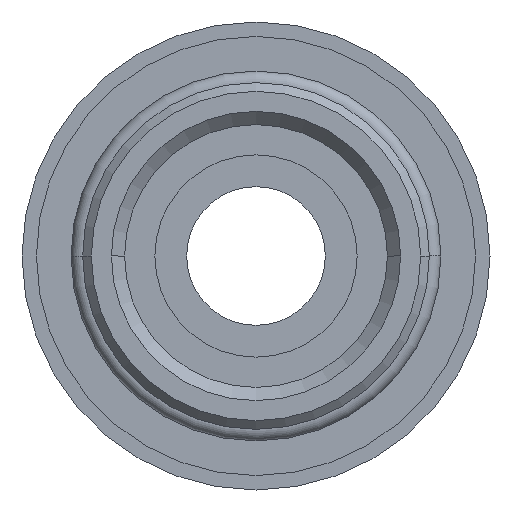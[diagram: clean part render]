
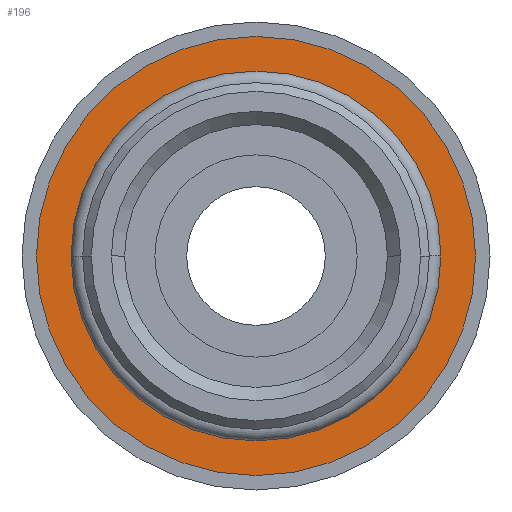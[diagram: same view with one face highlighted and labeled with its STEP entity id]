
A CAD part, front view. The second image highlights one B-rep face of the part: STEP entity #196.
In plain terms, the highlighted planar face has unit normal (0, -1, 0).
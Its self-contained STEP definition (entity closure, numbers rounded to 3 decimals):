
#196=ADVANCED_FACE('',(#458,#459),#460,.T.);
#458=FACE_OUTER_BOUND('',#793,.T.);
#459=FACE_BOUND('',#794,.T.);
#460=PLANE('',#795);
#793=EDGE_LOOP('',(#30516,#30517));
#794=EDGE_LOOP('',(#30518,#30519));
#795=AXIS2_PLACEMENT_3D('',#30520,#30521,#30522);
#30516=ORIENTED_EDGE('',*,*,#31187,.F.);
#30517=ORIENTED_EDGE('',*,*,#31236,.F.);
#30518=ORIENTED_EDGE('',*,*,#31237,.T.);
#30519=ORIENTED_EDGE('',*,*,#31175,.T.);
#30520=CARTESIAN_POINT('',(6.8,4.0,0.0));
#30521=DIRECTION('',(-0.0,-1.0,-0.0));
#30522=DIRECTION('',(-1.0,0.0,0.0));
#31175=EDGE_CURVE('',#31555,#31553,#31556,.T.);
#31187=EDGE_CURVE('',#31572,#31574,#31575,.T.);
#31236=EDGE_CURVE('',#31574,#31572,#31649,.T.);
#31237=EDGE_CURVE('',#31553,#31555,#31650,.T.);
#31553=VERTEX_POINT('',#32195);
#31555=VERTEX_POINT('',#32198);
#31556=CIRCLE('',#32199,6.0);
#31572=VERTEX_POINT('',#32280);
#31574=VERTEX_POINT('',#32283);
#31575=CIRCLE('',#32284,7.6);
#31649=CIRCLE('',#32493,7.6);
#31650=CIRCLE('',#32494,6.0);
#32195=CARTESIAN_POINT('',(6.0,4.0,0.0));
#32198=CARTESIAN_POINT('',(-6.0,4.0,0.));
#32199=AXIS2_PLACEMENT_3D('',#35361,#35362,#35363);
#32280=CARTESIAN_POINT('',(7.6,4.0,0.0));
#32283=CARTESIAN_POINT('',(-7.6,4.0,0.));
#32284=AXIS2_PLACEMENT_3D('',#35374,#35375,#35376);
#32493=AXIS2_PLACEMENT_3D('',#35424,#35425,#35426);
#32494=AXIS2_PLACEMENT_3D('',#35427,#35428,#35429);
#35361=CARTESIAN_POINT('',(0.0,4.0,0.0));
#35362=DIRECTION('',(-0.0,1.0,0.0));
#35363=DIRECTION('',(1.0,0.0,0.0));
#35374=CARTESIAN_POINT('',(0.0,4.0,0.0));
#35375=DIRECTION('',(-0.0,1.0,0.0));
#35376=DIRECTION('',(1.0,0.0,0.0));
#35424=CARTESIAN_POINT('',(0.0,4.0,0.0));
#35425=DIRECTION('',(-0.0,1.0,0.0));
#35426=DIRECTION('',(1.0,0.0,0.0));
#35427=CARTESIAN_POINT('',(0.0,4.0,0.0));
#35428=DIRECTION('',(-0.0,1.0,0.0));
#35429=DIRECTION('',(1.0,0.0,0.0));
